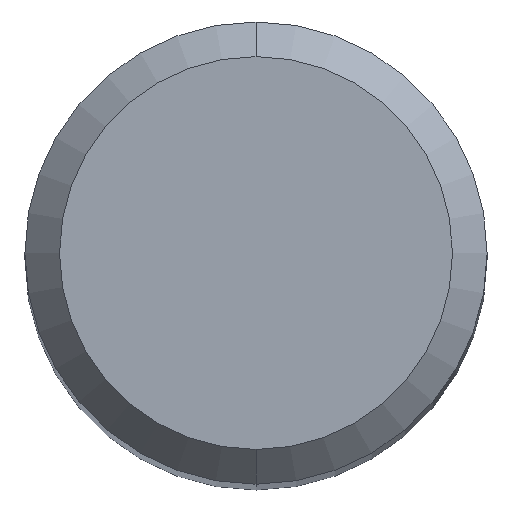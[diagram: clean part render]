
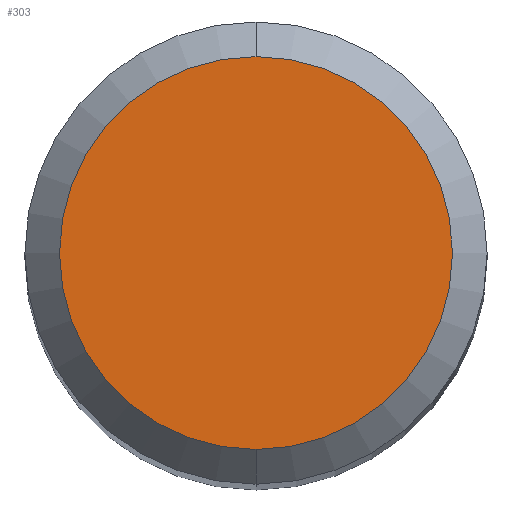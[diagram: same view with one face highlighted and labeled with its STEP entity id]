
A CAD part, top view. The second image highlights one B-rep face of the part: STEP entity #303.
In plain terms, the highlighted planar face has unit normal (0, 0, 1).
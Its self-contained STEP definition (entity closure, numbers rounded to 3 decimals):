
#235=VERTEX_POINT('',#553);
#265=VERTEX_POINT('',#586);
#275=EDGE_CURVE('',#265,#235,#597,.T.);
#297=EDGE_CURVE('',#235,#265,#621,.T.);
#303=ADVANCED_FACE('',(#627),#628,.T.);
#553=CARTESIAN_POINT('',(0.,-1.7,0.0));
#586=CARTESIAN_POINT('',(0.0,1.7,0.0));
#597=CIRCLE('',#1058,1.7);
#621=CIRCLE('',#1088,1.7);
#627=FACE_OUTER_BOUND('',#1094,.T.);
#628=PLANE('',#1095);
#1058=AXIS2_PLACEMENT_3D('',#1570,#1571,#1572);
#1088=AXIS2_PLACEMENT_3D('',#1594,#1595,#1596);
#1094=EDGE_LOOP('',(#1598,#1599));
#1095=AXIS2_PLACEMENT_3D('',#1600,#1601,#1602);
#1570=CARTESIAN_POINT('',(0.0,0.0,0.0));
#1571=DIRECTION('',(0.0,0.0,-1.0));
#1572=DIRECTION('',(0.0,1.0,0.0));
#1594=CARTESIAN_POINT('',(0.0,0.0,0.0));
#1595=DIRECTION('',(0.0,0.0,-1.0));
#1596=DIRECTION('',(0.0,1.0,0.0));
#1598=ORIENTED_EDGE('',*,*,#275,.F.);
#1599=ORIENTED_EDGE('',*,*,#297,.F.);
#1600=CARTESIAN_POINT('',(0.0,0.85,0.0));
#1601=DIRECTION('',(-0.0,0.0,1.0));
#1602=DIRECTION('',(0.0,-1.0,0.0));
